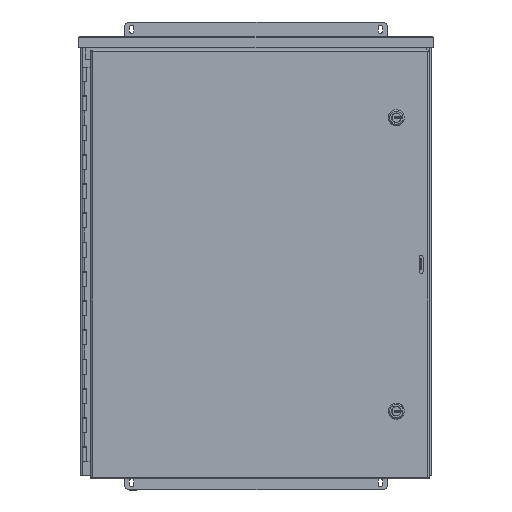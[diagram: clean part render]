
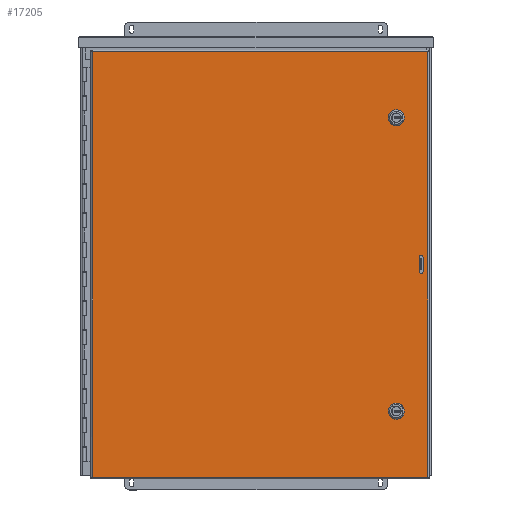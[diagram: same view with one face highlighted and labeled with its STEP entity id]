
A CAD part, top view. The second image highlights one B-rep face of the part: STEP entity #17205.
In plain terms, the highlighted planar face has unit normal (0, 0, 1).
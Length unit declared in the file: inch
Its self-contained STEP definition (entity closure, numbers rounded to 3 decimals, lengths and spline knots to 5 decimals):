
#757=FACE_BOUND('',#2742,.T.);
#758=FACE_BOUND('',#2743,.T.);
#759=FACE_BOUND('',#2744,.T.);
#907=CIRCLE('',#18223,0.453);
#909=CIRCLE('',#18227,0.453);
#911=CIRCLE('',#18231,0.453);
#913=CIRCLE('',#18235,0.453);
#915=CIRCLE('',#18264,0.453);
#917=CIRCLE('',#18268,0.453);
#919=CIRCLE('',#18272,0.453);
#921=CIRCLE('',#18276,0.453);
#922=CIRCLE('',#18283,0.125);
#924=CIRCLE('',#18286,0.125);
#1722=FACE_OUTER_BOUND('',#2741,.T.);
#2741=EDGE_LOOP('',(#11745,#11746,#11747,#11748));
#2742=EDGE_LOOP('',(#11749,#11750,#11751,#11752,#11753,#11754,#11755,#11756));
#2743=EDGE_LOOP('',(#11757,#11758,#11759,#11760,#11761,#11762,#11763,#11764));
#2744=EDGE_LOOP('',(#11765,#11766,#11767,#11768));
#3858=LINE('',#25451,#5472);
#3862=LINE('',#25463,#5476);
#3866=LINE('',#25475,#5480);
#3870=LINE('',#25485,#5484);
#3920=LINE('',#25805,#5534);
#3937=LINE('',#26017,#5551);
#3941=LINE('',#26031,#5555);
#3945=LINE('',#26043,#5559);
#3949=LINE('',#26055,#5563);
#3953=LINE('',#26065,#5567);
#3957=LINE('',#26076,#5571);
#3963=LINE('',#26094,#5577);
#3965=LINE('',#26098,#5579);
#3966=LINE('',#26101,#5580);
#5472=VECTOR('',#20439,0.42712);
#5476=VECTOR('',#20451,0.42712);
#5480=VECTOR('',#20463,0.42712);
#5484=VECTOR('',#20475,0.42712);
#5534=VECTOR('',#20559,29.102);
#5551=VECTOR('',#20592,29.102);
#5555=VECTOR('',#20604,0.42712);
#5559=VECTOR('',#20616,0.42712);
#5563=VECTOR('',#20628,0.42712);
#5567=VECTOR('',#20640,0.42712);
#5571=VECTOR('',#20652,1.);
#5577=VECTOR('',#20672,1.);
#5579=VECTOR('',#20678,22.9145);
#5580=VECTOR('',#20683,22.9145);
#7013=VERTEX_POINT('',#25442);
#7014=VERTEX_POINT('',#25444);
#7016=VERTEX_POINT('',#25450);
#7018=VERTEX_POINT('',#25456);
#7020=VERTEX_POINT('',#25462);
#7022=VERTEX_POINT('',#25468);
#7024=VERTEX_POINT('',#25474);
#7026=VERTEX_POINT('',#25480);
#7039=VERTEX_POINT('',#25582);
#7055=VERTEX_POINT('',#25700);
#7070=VERTEX_POINT('',#25804);
#7078=VERTEX_POINT('',#25953);
#7081=VERTEX_POINT('',#26022);
#7082=VERTEX_POINT('',#26024);
#7084=VERTEX_POINT('',#26030);
#7086=VERTEX_POINT('',#26036);
#7088=VERTEX_POINT('',#26042);
#7090=VERTEX_POINT('',#26048);
#7092=VERTEX_POINT('',#26054);
#7094=VERTEX_POINT('',#26060);
#7095=VERTEX_POINT('',#26072);
#7097=VERTEX_POINT('',#26075);
#7099=VERTEX_POINT('',#26081);
#7101=VERTEX_POINT('',#26087);
#8685=EDGE_CURVE('',#7014,#7013,#907,.T.);
#8688=EDGE_CURVE('',#7016,#7014,#3858,.T.);
#8691=EDGE_CURVE('',#7018,#7016,#909,.T.);
#8694=EDGE_CURVE('',#7020,#7018,#3862,.T.);
#8697=EDGE_CURVE('',#7022,#7020,#911,.T.);
#8700=EDGE_CURVE('',#7024,#7022,#3866,.T.);
#8703=EDGE_CURVE('',#7026,#7024,#913,.T.);
#8706=EDGE_CURVE('',#7013,#7026,#3870,.T.);
#8771=EDGE_CURVE('',#7070,#7055,#3920,.T.);
#8797=EDGE_CURVE('',#7039,#7078,#3937,.T.);
#8800=EDGE_CURVE('',#7082,#7081,#915,.T.);
#8803=EDGE_CURVE('',#7084,#7082,#3941,.T.);
#8806=EDGE_CURVE('',#7086,#7084,#917,.T.);
#8809=EDGE_CURVE('',#7088,#7086,#3945,.T.);
#8812=EDGE_CURVE('',#7090,#7088,#919,.T.);
#8815=EDGE_CURVE('',#7092,#7090,#3949,.T.);
#8818=EDGE_CURVE('',#7094,#7092,#921,.T.);
#8821=EDGE_CURVE('',#7081,#7094,#3953,.T.);
#8825=EDGE_CURVE('',#7097,#7095,#3957,.T.);
#8828=EDGE_CURVE('',#7099,#7095,#922,.T.);
#8831=EDGE_CURVE('',#7097,#7101,#924,.T.);
#8835=EDGE_CURVE('',#7099,#7101,#3963,.T.);
#8837=EDGE_CURVE('',#7055,#7039,#3965,.T.);
#8838=EDGE_CURVE('',#7078,#7070,#3966,.T.);
#11745=ORIENTED_EDGE('',*,*,#8797,.T.);
#11746=ORIENTED_EDGE('',*,*,#8838,.T.);
#11747=ORIENTED_EDGE('',*,*,#8771,.T.);
#11748=ORIENTED_EDGE('',*,*,#8837,.T.);
#11749=ORIENTED_EDGE('',*,*,#8685,.T.);
#11750=ORIENTED_EDGE('',*,*,#8706,.T.);
#11751=ORIENTED_EDGE('',*,*,#8703,.T.);
#11752=ORIENTED_EDGE('',*,*,#8700,.T.);
#11753=ORIENTED_EDGE('',*,*,#8697,.T.);
#11754=ORIENTED_EDGE('',*,*,#8694,.T.);
#11755=ORIENTED_EDGE('',*,*,#8691,.T.);
#11756=ORIENTED_EDGE('',*,*,#8688,.T.);
#11757=ORIENTED_EDGE('',*,*,#8800,.T.);
#11758=ORIENTED_EDGE('',*,*,#8821,.T.);
#11759=ORIENTED_EDGE('',*,*,#8818,.T.);
#11760=ORIENTED_EDGE('',*,*,#8815,.T.);
#11761=ORIENTED_EDGE('',*,*,#8812,.T.);
#11762=ORIENTED_EDGE('',*,*,#8809,.T.);
#11763=ORIENTED_EDGE('',*,*,#8806,.T.);
#11764=ORIENTED_EDGE('',*,*,#8803,.T.);
#11765=ORIENTED_EDGE('',*,*,#8825,.T.);
#11766=ORIENTED_EDGE('',*,*,#8828,.F.);
#11767=ORIENTED_EDGE('',*,*,#8835,.T.);
#11768=ORIENTED_EDGE('',*,*,#8831,.F.);
#15645=PLANE('',#18294);
#17205=ADVANCED_FACE('',(#1722,#757,#758,#759),#15645,.T.);
#18223=AXIS2_PLACEMENT_3D('',#25445,#20433,#20434);
#18227=AXIS2_PLACEMENT_3D('',#25457,#20445,#20446);
#18231=AXIS2_PLACEMENT_3D('',#25469,#20457,#20458);
#18235=AXIS2_PLACEMENT_3D('',#25481,#20469,#20470);
#18264=AXIS2_PLACEMENT_3D('',#26025,#20598,#20599);
#18268=AXIS2_PLACEMENT_3D('',#26037,#20610,#20611);
#18272=AXIS2_PLACEMENT_3D('',#26049,#20622,#20623);
#18276=AXIS2_PLACEMENT_3D('',#26061,#20634,#20635);
#18283=AXIS2_PLACEMENT_3D('',#26082,#20657,#20658);
#18286=AXIS2_PLACEMENT_3D('',#26088,#20664,#20665);
#18294=AXIS2_PLACEMENT_3D('',#26103,#20686,#20687);
#20433=DIRECTION('center_axis',(0.,0.,-1.));
#20434=DIRECTION('ref_axis',(0.882,0.471,0.));
#20439=DIRECTION('',(1.,0.,0.));
#20445=DIRECTION('center_axis',(0.,0.,-1.));
#20446=DIRECTION('ref_axis',(-0.471,0.882,0.));
#20451=DIRECTION('',(0.,1.,0.));
#20457=DIRECTION('center_axis',(0.,0.,-1.));
#20458=DIRECTION('ref_axis',(-0.882,-0.471,0.));
#20463=DIRECTION('',(-1.,0.,0.));
#20469=DIRECTION('center_axis',(0.,0.,-1.));
#20470=DIRECTION('ref_axis',(0.471,-0.882,0.));
#20475=DIRECTION('',(0.,-1.,0.));
#20559=DIRECTION('',(0.,-1.,0.));
#20592=DIRECTION('',(0.,1.,0.));
#20598=DIRECTION('center_axis',(0.,0.,-1.));
#20599=DIRECTION('ref_axis',(0.882,0.471,0.));
#20604=DIRECTION('',(1.,0.,0.));
#20610=DIRECTION('center_axis',(0.,0.,-1.));
#20611=DIRECTION('ref_axis',(-0.471,0.882,0.));
#20616=DIRECTION('',(0.,1.,0.));
#20622=DIRECTION('center_axis',(0.,0.,-1.));
#20623=DIRECTION('ref_axis',(-0.882,-0.471,0.));
#20628=DIRECTION('',(-1.,0.,0.));
#20634=DIRECTION('center_axis',(0.,0.,-1.));
#20635=DIRECTION('ref_axis',(0.471,-0.882,0.));
#20640=DIRECTION('',(0.,-1.,0.));
#20652=DIRECTION('',(0.,-1.,0.));
#20657=DIRECTION('center_axis',(0.,0.,1.));
#20658=DIRECTION('ref_axis',(-0.707,-0.707,0.));
#20664=DIRECTION('center_axis',(0.,0.,1.));
#20665=DIRECTION('ref_axis',(0.707,0.707,0.));
#20672=DIRECTION('',(0.,1.,0.));
#20678=DIRECTION('',(1.,0.,0.));
#20683=DIRECTION('',(-1.,0.,0.));
#20686=DIRECTION('center_axis',(0.,0.,1.));
#20687=DIRECTION('ref_axis',(1.,0.,0.));
#25442=CARTESIAN_POINT('',(9.712,10.24481,0.074));
#25444=CARTESIAN_POINT('',(9.52612,10.43075,0.074));
#25445=CARTESIAN_POINT('Origin',(9.31248,10.0313,0.074));
#25450=CARTESIAN_POINT('',(9.099,10.43075,0.074));
#25451=CARTESIAN_POINT('',(4.76306,10.43075,0.074));
#25456=CARTESIAN_POINT('',(8.913,10.24481,0.074));
#25457=CARTESIAN_POINT('Origin',(9.31248,10.0312,0.074));
#25462=CARTESIAN_POINT('',(8.913,9.81769,0.074));
#25463=CARTESIAN_POINT('',(8.913,5.12241,0.074));
#25468=CARTESIAN_POINT('',(9.09894,9.63175,0.074));
#25469=CARTESIAN_POINT('Origin',(9.3125,10.03125,0.074));
#25474=CARTESIAN_POINT('',(9.52606,9.63175,0.074));
#25475=CARTESIAN_POINT('',(4.54947,9.63175,0.074));
#25480=CARTESIAN_POINT('',(9.712,9.81769,0.074));
#25481=CARTESIAN_POINT('Origin',(9.3125,10.03125,0.074));
#25485=CARTESIAN_POINT('',(9.712,4.90884,0.074));
#25582=CARTESIAN_POINT('',(11.45725,-14.551,0.074));
#25700=CARTESIAN_POINT('',(-11.45725,-14.551,0.074));
#25804=CARTESIAN_POINT('',(-11.45725,14.551,0.074));
#25805=CARTESIAN_POINT('',(-11.45725,7.2755,0.074));
#25953=CARTESIAN_POINT('',(11.45725,14.551,0.074));
#26017=CARTESIAN_POINT('',(11.45725,-7.2755,0.074));
#26022=CARTESIAN_POINT('',(9.712,-9.81769,0.074));
#26024=CARTESIAN_POINT('',(9.52612,-9.63175,0.074));
#26025=CARTESIAN_POINT('Origin',(9.31248,-10.0312,0.074));
#26030=CARTESIAN_POINT('',(9.099,-9.63175,0.074));
#26031=CARTESIAN_POINT('',(4.76306,-9.63175,0.074));
#26036=CARTESIAN_POINT('',(8.913,-9.81769,0.074));
#26037=CARTESIAN_POINT('Origin',(9.31248,-10.0313,0.074));
#26042=CARTESIAN_POINT('',(8.913,-10.24481,0.074));
#26043=CARTESIAN_POINT('',(8.913,-4.90884,0.074));
#26048=CARTESIAN_POINT('',(9.09894,-10.43075,0.074));
#26049=CARTESIAN_POINT('Origin',(9.3125,-10.03125,0.074));
#26054=CARTESIAN_POINT('',(9.52606,-10.43075,0.074));
#26055=CARTESIAN_POINT('',(4.54947,-10.43075,0.074));
#26060=CARTESIAN_POINT('',(9.712,-10.24481,0.074));
#26061=CARTESIAN_POINT('Origin',(9.3125,-10.03125,0.074));
#26065=CARTESIAN_POINT('',(9.712,-5.12241,0.074));
#26072=CARTESIAN_POINT('',(11.14063,-0.5,0.074));
#26075=CARTESIAN_POINT('',(11.14063,0.5,0.074));
#26076=CARTESIAN_POINT('',(11.14063,0.3125,0.074));
#26081=CARTESIAN_POINT('',(10.89063,-0.5,0.074));
#26082=CARTESIAN_POINT('Origin',(11.01563,-0.5,0.074));
#26087=CARTESIAN_POINT('',(10.89063,0.5,0.074));
#26088=CARTESIAN_POINT('Origin',(11.01563,0.5,0.074));
#26094=CARTESIAN_POINT('',(10.89063,-0.3125,0.074));
#26098=CARTESIAN_POINT('',(-5.72863,-14.551,0.074));
#26101=CARTESIAN_POINT('',(5.72863,14.551,0.074));
#26103=CARTESIAN_POINT('Origin',(0.,0.,
0.074));
